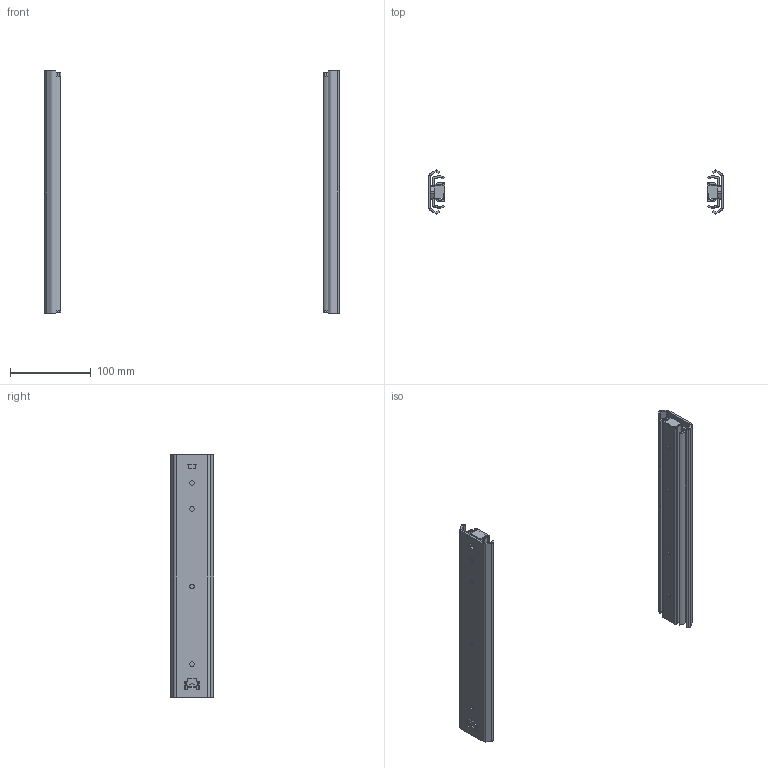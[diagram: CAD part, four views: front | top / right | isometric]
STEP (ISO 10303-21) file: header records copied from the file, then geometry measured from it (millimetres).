
FILE_DESCRIPTION(/* description */ (''),/* implementation_level */ '2;1');
FILE_NAME(/* name */ 'PK-0-H53-300.stp',/* time_stamp */ '2024-12-17T14:15:36+01:00',/* author */ ('tomaszw'),/* organization */ (''),/* preprocessor_version */ 'ST-DEVELOPER v20',/* originating_system */ 'Autodesk Inventor 2025',/* authorisation */ '');
FILE_SCHEMA (('AUTOMOTIVE_DESIGN { 1 0 10303 214 3 1 1 }'));
Length unit declared in the file: millimetre
Products named in the file (4): PK-H-H53-300; PK-H-H53_1-300; PK-H-H53_2-300; PK-H-H53_3-300
Assembly tree (6 placements, depth 2):
  PK-H-H53-300
    PK-H-H53_1-300  x2
    PK-H-H53_2-300  x2
    PK-H-H53_3-300  x2
Bounding box: 364 x 53.99 x 300 mm (x, y, z)
Volume: 208718.7 mm3; surface area: 218139.6 mm2
Topology: 8 solids, 8 shells, 260 faces, 724 edges, 480 vertices
Faces by surface type: plane 132, cylinder 114, cone 14
Full cylindrical faces by diameter (mm): 5.6 x2, 5.8 x8
Entity records: 4682 total; most frequent: CARTESIAN_POINT 876, DIRECTION 748, ORIENTED_EDGE 724, EDGE_CURVE 362, AXIS2_PLACEMENT_3D 256, VERTEX_POINT 240, LINE 236, VECTOR 236
